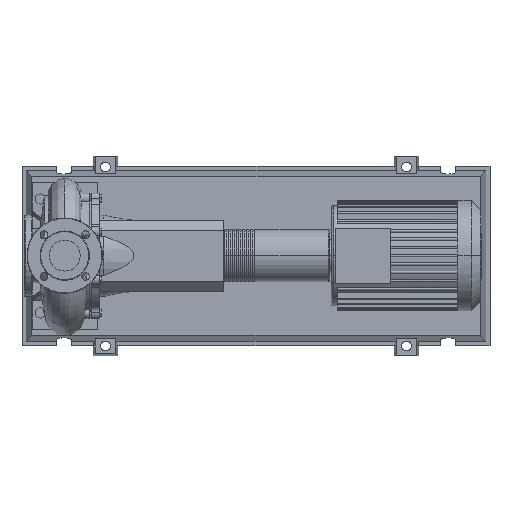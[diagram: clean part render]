
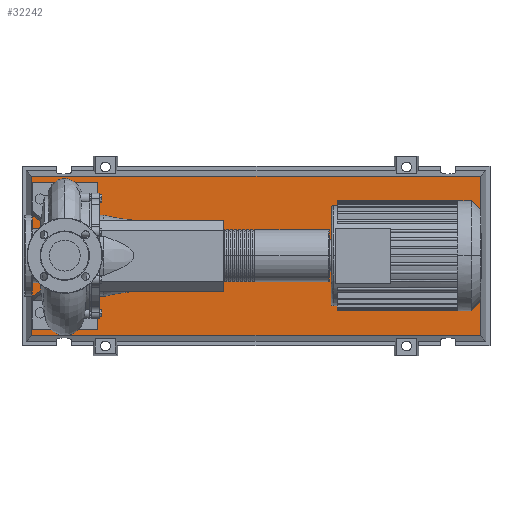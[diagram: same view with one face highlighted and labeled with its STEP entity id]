
A CAD part, top view. The second image highlights one B-rep face of the part: STEP entity #32242.
In plain terms, the highlighted planar face has unit normal (0, 0, 1).
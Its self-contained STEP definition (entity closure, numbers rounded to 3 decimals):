
#31923=CARTESIAN_POINT('',(1020.471,-195.471,103.0));
#31924=VERTEX_POINT('',#31923);
#31931=CARTESIAN_POINT('',(-80.471,-195.471,103.0));
#31932=VERTEX_POINT('',#31931);
#31933=CARTESIAN_POINT('',(1020.471,-195.471,103.0));
#31934=DIRECTION('',(-1.0,0.0,0.0));
#31935=VECTOR('',#31934,1100.941);
#31936=LINE('',#31933,#31935);
#31937=EDGE_CURVE('',#31924,#31932,#31936,.T.);
#32155=CARTESIAN_POINT('',(1020.471,195.471,103.0));
#32156=VERTEX_POINT('',#32155);
#32157=CARTESIAN_POINT('',(1020.471,195.471,103.0));
#32158=DIRECTION('',(0.0,-1.0,0.0));
#32159=VECTOR('',#32158,390.941);
#32160=LINE('',#32157,#32159);
#32161=EDGE_CURVE('',#32156,#31924,#32160,.T.);
#32179=CARTESIAN_POINT('',(-80.471,195.471,103.0));
#32180=VERTEX_POINT('',#32179);
#32181=CARTESIAN_POINT('',(-80.471,-195.471,103.0));
#32182=DIRECTION('',(0.0,1.0,0.0));
#32183=VECTOR('',#32182,390.941);
#32184=LINE('',#32181,#32183);
#32185=EDGE_CURVE('',#31932,#32180,#32184,.T.);
#32218=CARTESIAN_POINT('',(-80.471,195.471,103.0));
#32219=DIRECTION('',(1.0,0.0,0.0));
#32220=VECTOR('',#32219,1100.941);
#32221=LINE('',#32218,#32220);
#32222=EDGE_CURVE('',#32180,#32156,#32221,.T.);
#32231=CARTESIAN_POINT('',(470.,0.,103.0));
#32232=DIRECTION('',(0.0,0.0,1.0));
#32233=DIRECTION('',(1.0,0.0,0.0));
#32234=AXIS2_PLACEMENT_3D('',#32231,#32232,#32233);
#32235=PLANE('',#32234);
#32236=ORIENTED_EDGE('',*,*,#32161,.F.);
#32237=ORIENTED_EDGE('',*,*,#32222,.F.);
#32238=ORIENTED_EDGE('',*,*,#32185,.F.);
#32239=ORIENTED_EDGE('',*,*,#31937,.F.);
#32240=EDGE_LOOP('',(#32236,#32237,#32238,#32239));
#32241=FACE_OUTER_BOUND('',#32240,.T.);
#32242=ADVANCED_FACE('',(#32241),#32235,.T.);
